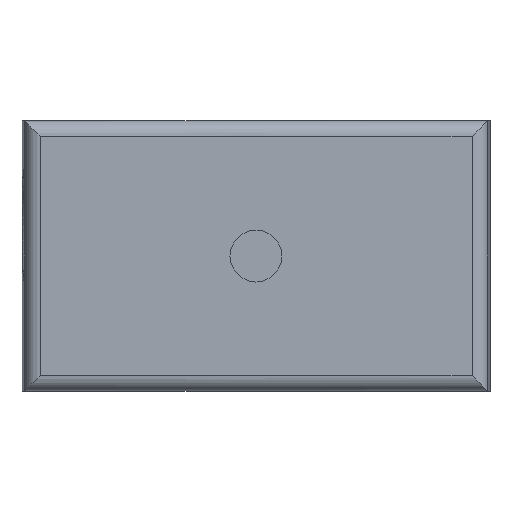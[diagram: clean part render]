
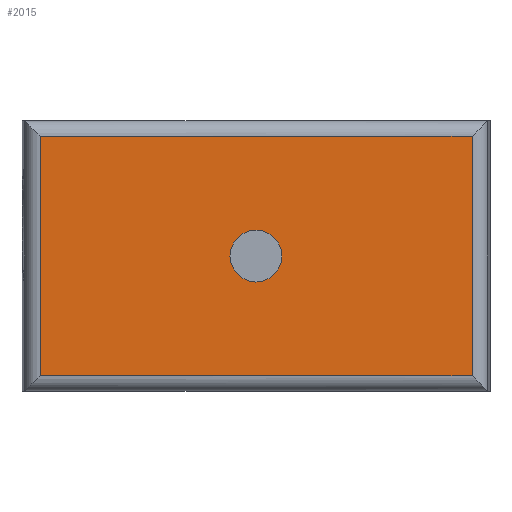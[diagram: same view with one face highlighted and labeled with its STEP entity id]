
A CAD part, left-side view. The second image highlights one B-rep face of the part: STEP entity #2015.
In plain terms, the highlighted planar face has unit normal (-1, 0, 0).
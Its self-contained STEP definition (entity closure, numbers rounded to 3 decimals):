
#52=PLANE('',#2167);
#118=CIRCLE('',#2168,2.5);
#289=ORIENTED_EDGE('',*,*,#863,.F.);
#290=ORIENTED_EDGE('',*,*,#864,.F.);
#291=ORIENTED_EDGE('',*,*,#865,.F.);
#292=ORIENTED_EDGE('',*,*,#866,.T.);
#293=ORIENTED_EDGE('',*,*,#867,.T.);
#863=EDGE_CURVE('',#1146,#1146,#118,.F.);
#864=EDGE_CURVE('',#1147,#1148,#1329,.T.);
#865=EDGE_CURVE('',#1149,#1147,#1330,.T.);
#866=EDGE_CURVE('',#1149,#1150,#1331,.T.);
#867=EDGE_CURVE('',#1150,#1148,#1332,.T.);
#1146=VERTEX_POINT('',#3316);
#1147=VERTEX_POINT('',#3318);
#1148=VERTEX_POINT('',#3319);
#1149=VERTEX_POINT('',#3321);
#1150=VERTEX_POINT('',#3323);
#1329=LINE('',#3317,#1475);
#1330=LINE('',#3320,#1476);
#1331=LINE('',#3322,#1477);
#1332=LINE('',#3324,#1478);
#1475=VECTOR('',#2478,1000.);
#1476=VECTOR('',#2479,1000.);
#1477=VECTOR('',#2480,1000.);
#1478=VECTOR('',#2481,1000.);
#1614=EDGE_LOOP('',(#289));
#1615=EDGE_LOOP('',(#290,#291,#292,#293));
#1786=FACE_BOUND('',#1614,.T.);
#1787=FACE_BOUND('',#1615,.T.);
#2015=ADVANCED_FACE('',(#1786,#1787),#52,.F.);
#2167=AXIS2_PLACEMENT_3D('',#3314,#2474,#2475);
#2168=AXIS2_PLACEMENT_3D('',#3315,#2476,#2477);
#2474=DIRECTION('',(1.,0.,0.));
#2475=DIRECTION('',(0.,0.,-1.));
#2476=DIRECTION('',(1.,0.,0.));
#2477=DIRECTION('',(0.,0.,-1.));
#2478=DIRECTION('',(0.,0.,-1.));
#2479=DIRECTION('',(0.,-1.,0.));
#2480=DIRECTION('',(0.,0.,-1.));
#2481=DIRECTION('',(0.,-1.,0.));
#3314=CARTESIAN_POINT('',(-60.,43.244,13.));
#3315=CARTESIAN_POINT('',(-60.,22.5,0.));
#3316=CARTESIAN_POINT('',(-60.,22.5,-2.5));
#3317=CARTESIAN_POINT('',(-60.,1.727,13.));
#3318=CARTESIAN_POINT('',(-60.,1.727,11.5));
#3319=CARTESIAN_POINT('',(-60.,1.727,-11.5));
#3320=CARTESIAN_POINT('',(-60.,45.,11.5));
#3321=CARTESIAN_POINT('',(-60.,43.244,11.5));
#3322=CARTESIAN_POINT('',(-60.,43.244,13.));
#3323=CARTESIAN_POINT('',(-60.,43.244,-11.5));
#3324=CARTESIAN_POINT('',(-60.,45.,-11.5));
